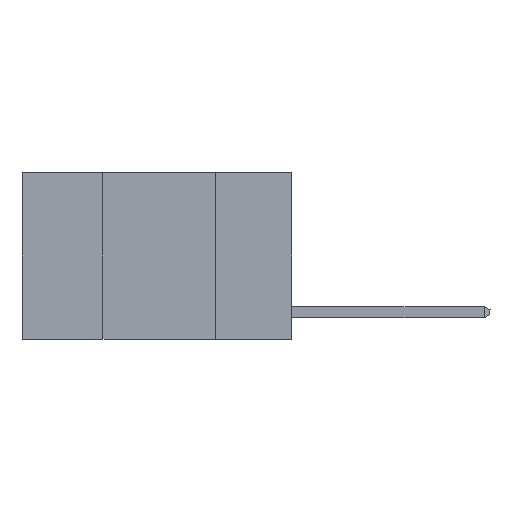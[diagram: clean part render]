
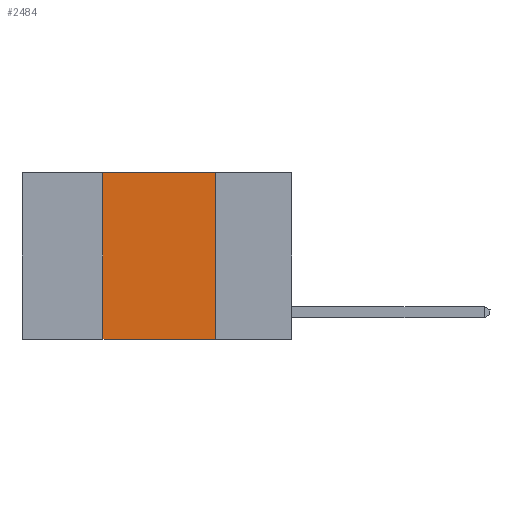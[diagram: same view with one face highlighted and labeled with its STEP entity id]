
A CAD part, left-side view. The second image highlights one B-rep face of the part: STEP entity #2484.
In plain terms, the highlighted planar face has unit normal (-1, 0, 0).
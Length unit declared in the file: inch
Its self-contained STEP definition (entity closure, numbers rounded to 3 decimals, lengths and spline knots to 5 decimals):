
#924 = ORIENTED_EDGE ( 'NONE', *, *, #14949, .F. ) ;
#1391 = CARTESIAN_POINT ( 'NONE',  ( 0., 0.17, -0.37 ) ) ;
#1823 = VECTOR ( 'NONE', #2604, 39.37008 ) ;
#2484 = ADVANCED_FACE ( 'NONE', ( #13622 ), #9202, .F. ) ;
#2604 = DIRECTION ( 'NONE',  ( 0., 0., -1. ) ) ;
#2649 = ORIENTED_EDGE ( 'NONE', *, *, #15672, .F. ) ;
#3223 = EDGE_LOOP ( 'NONE', ( #2649, #924, #12699, #14643 ) ) ;
#3844 = LINE ( 'NONE', #9620, #18593 ) ;
#3928 = DIRECTION ( 'NONE',  ( 0., 0., 1. ) ) ;
#4472 = CARTESIAN_POINT ( 'NONE',  ( 0., 0.6, 0. ) ) ;
#5117 = DIRECTION ( 'NONE',  ( 0., 0., -1. ) ) ;
#5995 = LINE ( 'NONE', #12029, #17505 ) ;
#7078 = CARTESIAN_POINT ( 'NONE',  ( 0., 0.17, 0. ) ) ;
#8175 = DIRECTION ( 'NONE',  ( 1., 0., 0. ) ) ;
#8707 = VERTEX_POINT ( 'NONE', #1391 ) ;
#8986 = EDGE_CURVE ( 'NONE', #16598, #15927, #3844, .T. ) ;
#9202 = PLANE ( 'NONE',  #14329 ) ;
#9393 = CARTESIAN_POINT ( 'NONE',  ( 0., 0.6, 0. ) ) ;
#9620 = CARTESIAN_POINT ( 'NONE',  ( 0., 0.42, 0. ) ) ;
#10514 = LINE ( 'NONE', #4472, #11435 ) ;
#11135 = CARTESIAN_POINT ( 'NONE',  ( 0., 0.42, 0. ) ) ;
#11271 = CARTESIAN_POINT ( 'NONE',  ( 0., 0.17, 0. ) ) ;
#11435 = VECTOR ( 'NONE', #16292, 39.37008 ) ;
#12029 = CARTESIAN_POINT ( 'NONE',  ( 0., 0.6, -0.37 ) ) ;
#12699 = ORIENTED_EDGE ( 'NONE', *, *, #8986, .F. ) ;
#12704 = LINE ( 'NONE', #11271, #1823 ) ;
#13063 = VERTEX_POINT ( 'NONE', #7078 ) ;
#13622 = FACE_OUTER_BOUND ( 'NONE', #3223, .T. ) ;
#14329 = AXIS2_PLACEMENT_3D ( 'NONE', #9393, #8175, #5117 ) ;
#14491 = DIRECTION ( 'NONE',  ( 0., -1., 0. ) ) ;
#14643 = ORIENTED_EDGE ( 'NONE', *, *, #14919, .T. ) ;
#14919 = EDGE_CURVE ( 'NONE', #16598, #8707, #5995, .T. ) ;
#14949 = EDGE_CURVE ( 'NONE', #15927, #13063, #10514, .T. ) ;
#15672 = EDGE_CURVE ( 'NONE', #13063, #8707, #12704, .T. ) ;
#15927 = VERTEX_POINT ( 'NONE', #11135 ) ;
#16214 = CARTESIAN_POINT ( 'NONE',  ( 0., 0.42, -0.37 ) ) ;
#16292 = DIRECTION ( 'NONE',  ( 0., -1., 0. ) ) ;
#16598 = VERTEX_POINT ( 'NONE', #16214 ) ;
#17505 = VECTOR ( 'NONE', #14491, 39.37008 ) ;
#18593 = VECTOR ( 'NONE', #3928, 39.37008 ) ;
